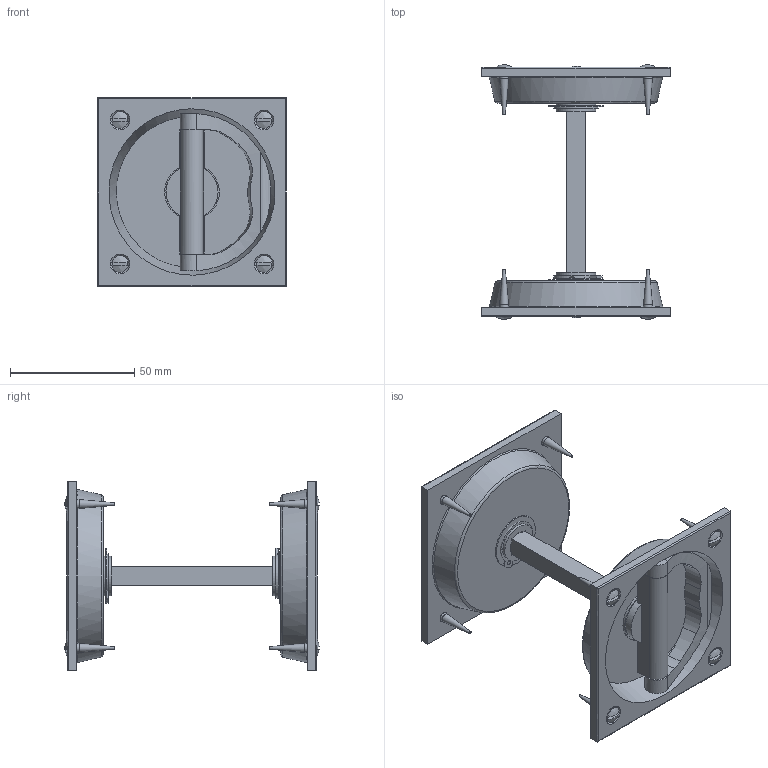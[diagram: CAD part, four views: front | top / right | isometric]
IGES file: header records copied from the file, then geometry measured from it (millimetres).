
Global section: file name: P7897; native system: Autodesk Inventor 2018; preprocessor: unknown; author: ashami; date: 20180906.095817; units: millimetre
Bounding box: 76 x 102.53 x 76 mm (x, y, z)
Volume: 63765.1 mm3; surface area: 51871.6 mm2
Topology: 21 solids, 21 shells, 296 faces, 776 edges, 534 vertices
Faces by surface type: bspline 296
